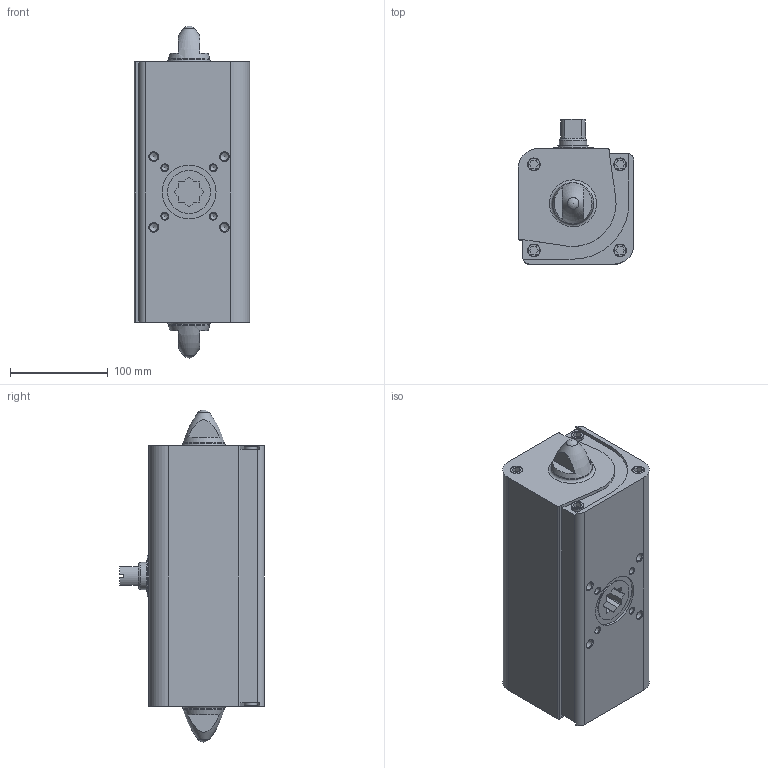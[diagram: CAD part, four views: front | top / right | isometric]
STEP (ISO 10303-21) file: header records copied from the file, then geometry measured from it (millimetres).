
FILE_DESCRIPTION(/* description */ ('STEP AP214'),/* implementation_level */ '2;1');
FILE_NAME(/* name */ '8030608_DAPS-0360-090-R-F0710-T4',/* time_stamp */ '2024-08-13T15:13:23+02:00',/* author */ ('License CC BY-ND 4.0'),/* organization */ ('CADENAS'),/* preprocessor_version */ 'ST-DEVELOPER v19.3',/* originating_system */ 'PARTsolutions',/* authorisation */ ' ');
FILE_SCHEMA (('AUTOMOTIVE_DESIGN {1 0 10303 214 3 1 1}'));
Length unit declared in the file: millimetre
Products named in the file (3): 8030608 DAPS-0360-090-R-F0710-T4---0; 8030608 DAPS-0360-090-R-F0710-T4---(1); 8030608 DAPS-0360-090-R-F0710-T4---(2)
Assembly tree (2 placements, depth 2):
  8030608 DAPS-0360-090-R-F0710-T4---0
    8030608 DAPS-0360-090-R-F0710-T4---(1)
    8030608 DAPS-0360-090-R-F0710-T4---(2)
Bounding box: 118 x 148 x 339.3 mm (x, y, z)
Volume: 3608358.9 mm3; surface area: 196749.2 mm2
Topology: 2 solids, 2 shells, 249 faces, 614 edges, 392 vertices
Faces by surface type: plane 137, cylinder 56, cone 40, torus 14, sphere 2
Full cylindrical faces by diameter (mm): 4.134 x8, 4.917 x1, 6.647 x4, 8.376 x4, 8.566 x2, 13 x8, 28 x1, 31.3 x1, 41 x2, 44 x2, 55.1 x1
Entity records: 6698 total; most frequent: CARTESIAN_POINT 1175, DIRECTION 1148, ORIENTED_EDGE 966, EDGE_CURVE 483, AXIS2_PLACEMENT_3D 421, FACE_BOUND 385, VERTEX_POINT 372, EDGE_LOOP 366
